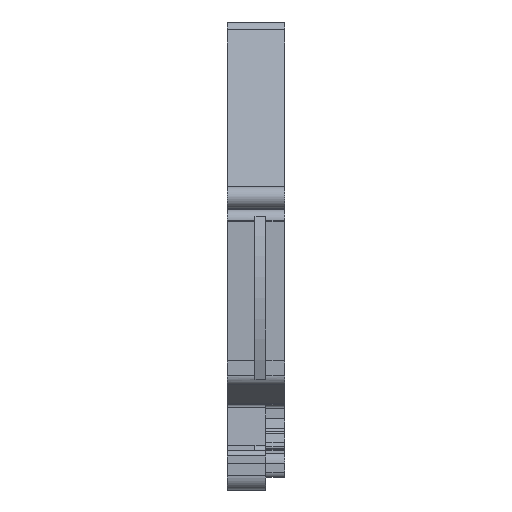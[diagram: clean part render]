
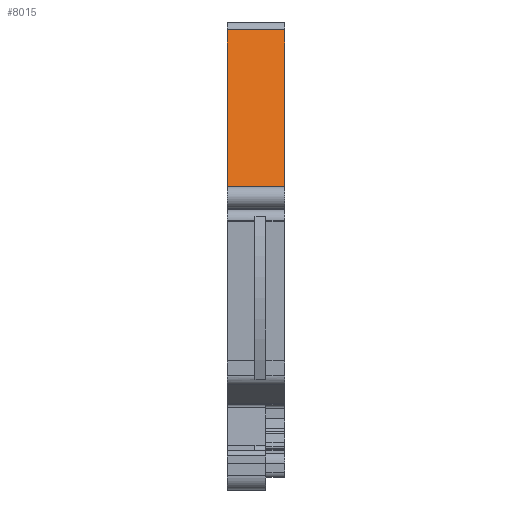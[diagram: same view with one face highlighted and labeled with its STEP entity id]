
A CAD part, front view. The second image highlights one B-rep face of the part: STEP entity #8015.
In plain terms, the highlighted planar face has unit normal (0, -0.966, 0.259).
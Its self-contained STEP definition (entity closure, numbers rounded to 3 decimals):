
#8002=AXIS2_PLACEMENT_3D('Plane Axis2P3D',#7999,#8000,#8001) ;
#1032=CARTESIAN_POINT('Vertex',(0.,141.769,34.25)) ;
#1035=CARTESIAN_POINT('Line Origine',(0.,145.794,49.244)) ;
#1039=CARTESIAN_POINT('Vertex',(0.,149.82,64.239)) ;
#2641=CARTESIAN_POINT('Vertex',(8.,149.82,64.239)) ;
#2644=CARTESIAN_POINT('Line Origine',(8.,145.794,49.244)) ;
#2648=CARTESIAN_POINT('Vertex',(8.,141.769,34.25)) ;
#7979=CARTESIAN_POINT('Line Origine',(4.,141.769,34.25)) ;
#7999=CARTESIAN_POINT('Axis2P3D Location',(0.,141.769,34.25)) ;
#8004=CARTESIAN_POINT('Line Origine',(4.,149.82,64.239)) ;
#1036=DIRECTION('Vector Direction',(0.,-0.259,-0.966)) ;
#2645=DIRECTION('Vector Direction',(0.,-0.259,-0.966)) ;
#7980=DIRECTION('Vector Direction',(1.,0.,0.)) ;
#8000=DIRECTION('Axis2P3D Direction',(0.,0.966,-0.259)) ;
#8001=DIRECTION('Axis2P3D XDirection',(-1.,0.,0.)) ;
#8005=DIRECTION('Vector Direction',(1.,0.,0.)) ;
#1037=VECTOR('Line Direction',#1036,1.) ;
#2646=VECTOR('Line Direction',#2645,1.) ;
#7981=VECTOR('Line Direction',#7980,1.) ;
#8006=VECTOR('Line Direction',#8005,1.) ;
#8010=ORIENTED_EDGE('',*,*,#1041,.T.) ;
#8011=ORIENTED_EDGE('',*,*,#7983,.T.) ;
#8012=ORIENTED_EDGE('',*,*,#2650,.F.) ;
#8013=ORIENTED_EDGE('',*,*,#8008,.F.) ;
#8015=ADVANCED_FACE('K\X2\00F6\X0\rper.4',(#8014),#8003,.F.) ;
#1041=EDGE_CURVE('',#1040,#1033,#1038,.T.) ;
#2650=EDGE_CURVE('',#2642,#2649,#2647,.T.) ;
#7983=EDGE_CURVE('',#1033,#2649,#7982,.T.) ;
#8008=EDGE_CURVE('',#1040,#2642,#8007,.T.) ;
#8009=EDGE_LOOP('',(#8010,#8011,#8012,#8013)) ;
#8014=FACE_OUTER_BOUND('',#8009,.T.) ;
#1038=LINE('Line',#1035,#1037) ;
#2647=LINE('Line',#2644,#2646) ;
#7982=LINE('Line',#7979,#7981) ;
#8007=LINE('Line',#8004,#8006) ;
#8003=PLANE('',#8002) ;
#1033=VERTEX_POINT('',#1032) ;
#1040=VERTEX_POINT('',#1039) ;
#2642=VERTEX_POINT('',#2641) ;
#2649=VERTEX_POINT('',#2648) ;
